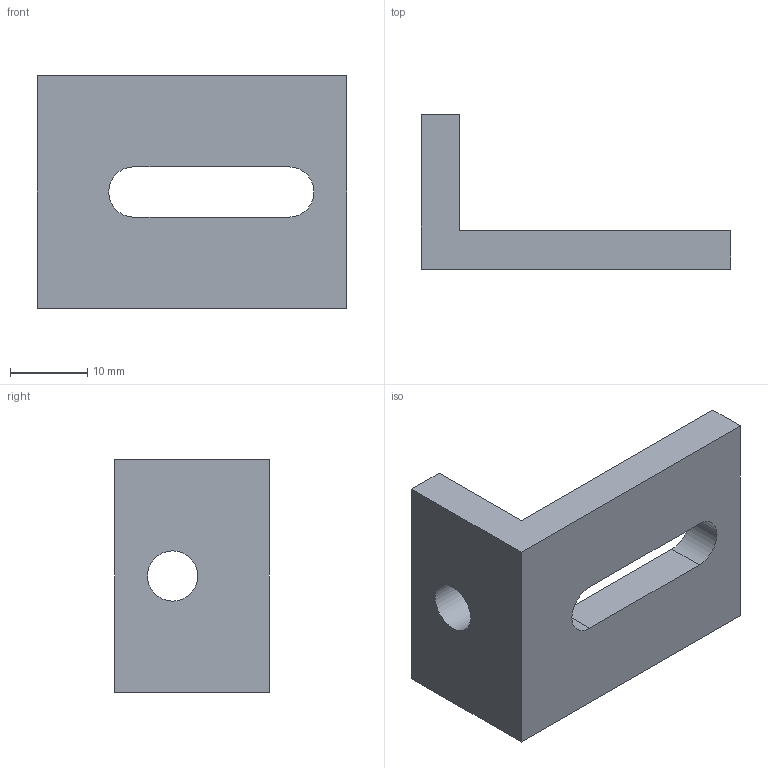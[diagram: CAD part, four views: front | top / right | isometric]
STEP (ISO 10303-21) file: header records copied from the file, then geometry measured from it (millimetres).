
FILE_DESCRIPTION((''),'2;1');
FILE_NAME('SZ0914N-A.stp','2013-08-27T13:27:49',('janine behrens'),(''),'Autodesk Inventor 2012','Autodesk Inventor 2012','');
FILE_SCHEMA(('AUTOMOTIVE_DESIGN { 1 0 10303 214 1 1 1 1 }'));
Length unit declared in the file: millimetre
Products named in the file (1): SZ0914N-A
Bounding box: 40 x 20 x 30 mm (x, y, z)
Volume: 7268.2 mm3; surface area: 4161.5 mm2
Topology: 1 solids, 1 shells, 13 faces, 34 edges, 23 vertices
Faces by surface type: plane 10, cylinder 3
Full cylindrical faces by diameter (mm): 6.5 x1
Entity records: 422 total; most frequent: CARTESIAN_POINT 68, DIRECTION 66, ORIENTED_EDGE 64, EDGE_CURVE 32, VECTOR 26, LINE 26, VERTEX_POINT 22, AXIS2_PLACEMENT_3D 20
